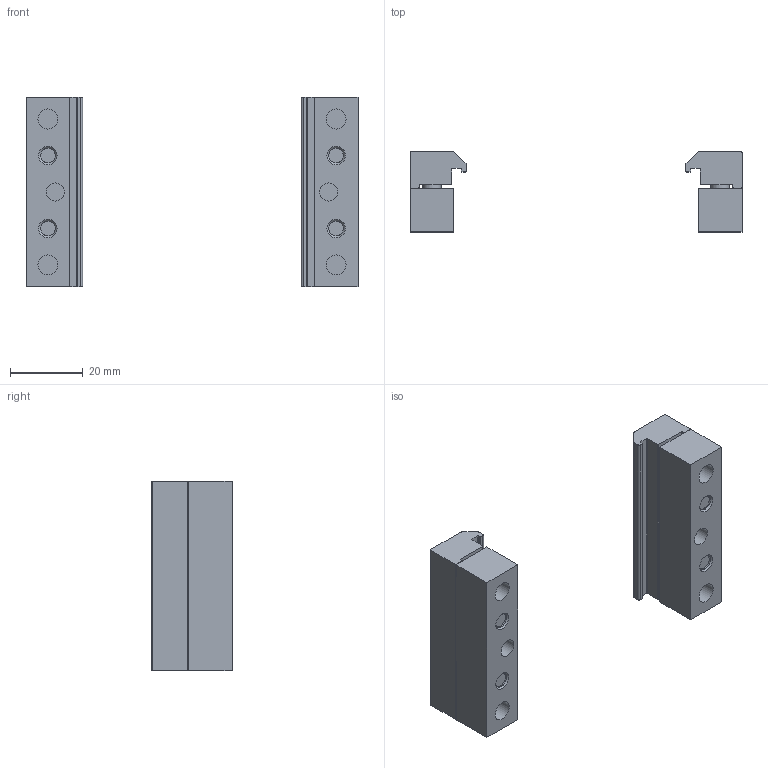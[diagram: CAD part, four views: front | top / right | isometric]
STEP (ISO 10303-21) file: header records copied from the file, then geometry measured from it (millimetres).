
FILE_DESCRIPTION(/* description */ ('STEP AP214'),/* implementation_level */ '2;1');
FILE_NAME(/* name */ '558043_MUE-70_80',/* time_stamp */ '2024-09-10T04:50:08+02:00',/* author */ ('License CC BY-ND 4.0'),/* organization */ ('CADENAS'),/* preprocessor_version */ 'ST-DEVELOPER v19.3',/* originating_system */ 'PARTsolutions',/* authorisation */ ' ');
FILE_SCHEMA (('AUTOMOTIVE_DESIGN {1 0 10303 214 3 1 1}'));
Length unit declared in the file: millimetre
Products named in the file (4): 558043 MUE-70/80---(70); 722624 MUE-70/80P1; DIN-912 - M5x16(F); 722627 MUE-70/80P2
Assembly tree (8 placements, depth 2):
  558043 MUE-70/80---(70)
    722624 MUE-70/80P1  x2
    DIN-912 - M5x16(F)  x4
    722627 MUE-70/80P2  x2
Bounding box: 91 x 22 x 52 mm (x, y, z)
Volume: 24062.9 mm3; surface area: 15799.9 mm2
Topology: 8 solids, 8 shells, 210 faces, 454 edges, 272 vertices
Faces by surface type: plane 106, cylinder 52, cone 52
Full cylindrical faces by diameter (mm): 4.134 x4, 5 x6, 5.5 x8, 8.5 x4, 10 x8
Entity records: 2183 total; most frequent: DIRECTION 382, CARTESIAN_POINT 363, ORIENTED_EDGE 296, AXIS2_PLACEMENT_3D 154, EDGE_CURVE 148, FACE_BOUND 119, EDGE_LOOP 118, VERTEX_POINT 105
